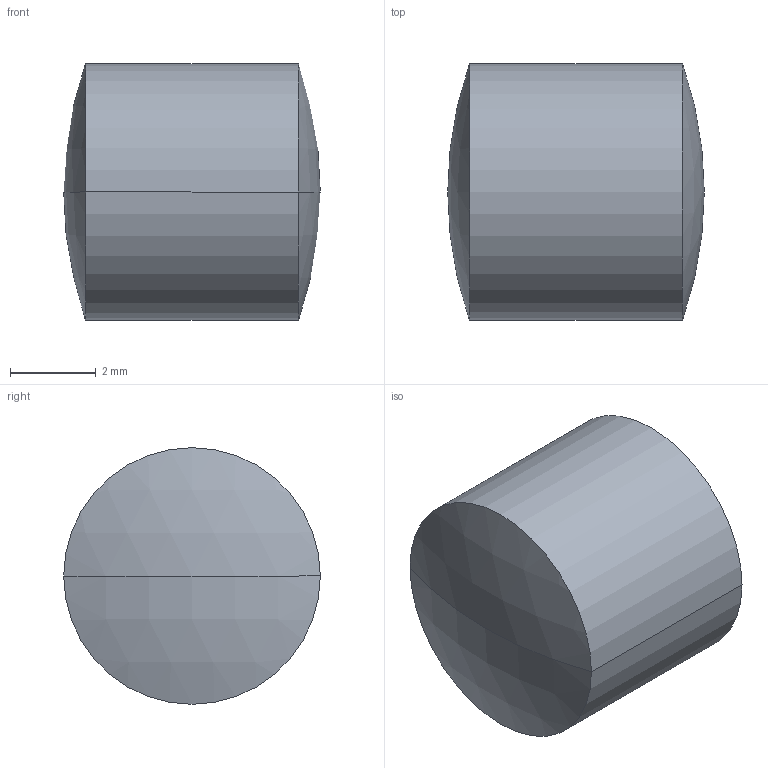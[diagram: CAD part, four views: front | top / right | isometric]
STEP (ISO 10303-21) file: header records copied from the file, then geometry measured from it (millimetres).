
FILE_DESCRIPTION (( 'STEP AP203' ), '1' );
FILE_NAME ('110007.STEP', '2019-06-24T09:16:13', ( '' ), ( '' ), 'SwSTEP 2.0', 'SolidWorks 2016', '' );
FILE_SCHEMA (( 'CONFIG_CONTROL_DESIGN' ));
Length unit declared in the file: millimetre
Products named in the file (2): 110007
Bounding box: 6 x 6 x 6 mm (x, y, z)
Volume: 155.4 mm3; surface area: 152.1 mm2
Topology: 1 solids, 1 shells, 6 faces, 10 edges, 6 vertices
Faces by surface type: sphere 4, cylinder 2
Entity records: 301 total; most frequent: DIRECTION 34, CARTESIAN_POINT 24, ORIENTED_EDGE 20, PERSON_AND_ORGANIZATION 16, AXIS2_PLACEMENT_3D 16, EDGE_CURVE 10, CC_DESIGN_PERSON_AND_ORGANIZATION_ASSIGNMENT 10, LOCAL_TIME 10
